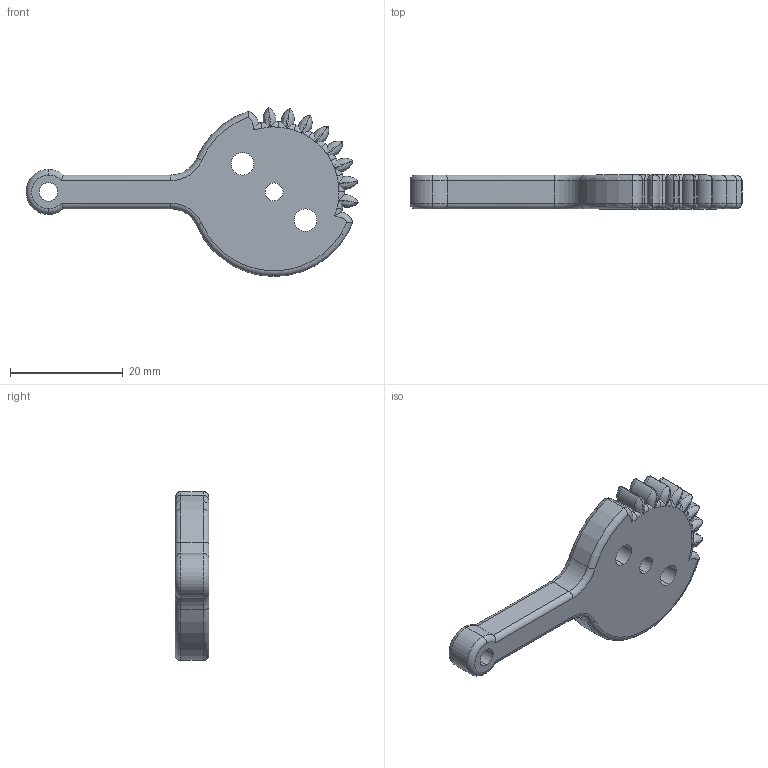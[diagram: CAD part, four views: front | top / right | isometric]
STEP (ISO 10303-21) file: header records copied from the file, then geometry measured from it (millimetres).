
FILE_DESCRIPTION (( 'STEP AP203' ), '1' );
FILE_NAME ('Servo Gear B_Predeterminado_sldprt.STEP', '2024-02-29T15:20:30', ( '' ), ( '' ), 'SwSTEP 2.0', 'SolidWorks 2022', '' );
FILE_SCHEMA (( 'CONFIG_CONTROL_DESIGN' ));
Length unit declared in the file: millimetre
Products named in the file (1): Servo Gear B_Predeterminado_sldprt
Bounding box: 58.89 x 6 x 29.97 mm (x, y, z)
Volume: 4782.8 mm3; surface area: 2803 mm2
Topology: 1 solids, 1 shells, 170 faces, 430 edges, 262 vertices
Faces by surface type: cylinder 55, bspline 54, torus 32, plane 29
Entity records: 9235 total; most frequent: CARTESIAN_POINT 5613, ORIENTED_EDGE 860, DIRECTION 564, EDGE_CURVE 430, VERTEX_POINT 262, AXIS2_PLACEMENT_3D 229, B_SPLINE_CURVE_WITH_KNOTS 212, EDGE_LOOP 178
